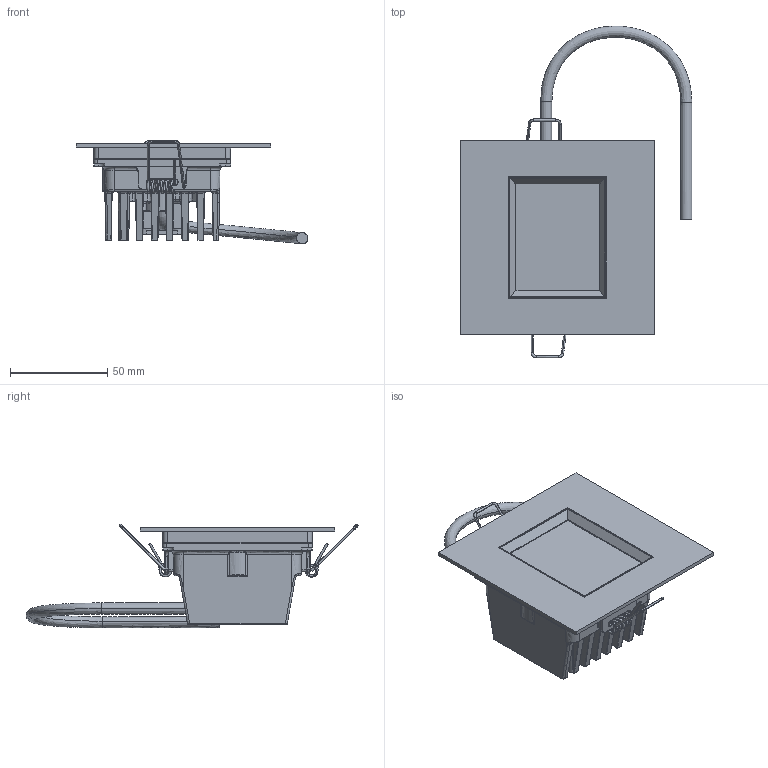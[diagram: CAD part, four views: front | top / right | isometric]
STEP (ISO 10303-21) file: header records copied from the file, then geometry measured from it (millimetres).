
FILE_DESCRIPTION(/* description */ (''),/* implementation_level */ '2;1');
FILE_NAME(/* name */ 'AJ1000_ARIA MINI',/* time_stamp */ '2018-01-25T12:09:08+01:00',/* author */ (''),/* organization */ (''),/* preprocessor_version */ 'ST-DEVELOPER v15',/* originating_system */ '',/* authorisation */ '');
FILE_SCHEMA (('CONFIG_CONTROL_DESIGN'));
Length unit declared in the file: millimetre
Products named in the file (1): Document
Bounding box: 119.15 x 170.8 x 53.33 mm (x, y, z)
Volume: 35909.8 mm3; surface area: 69154.1 mm2
Topology: 6 solids, 402 shells, 1226 faces, 3823 edges, 2834 vertices
Faces by surface type: bspline 1008, plane 218
Entity records: 62170 total; most frequent: CARTESIAN_POINT 43439, ORIENTED_EDGE 5476, EDGE_CURVE 3651, VERTEX_POINT 2834, B_SPLINE_CURVE_WITH_KNOTS 1523, EDGE_LOOP 1234, ADVANCED_FACE 1226, FACE_OUTER_BOUND 1226
